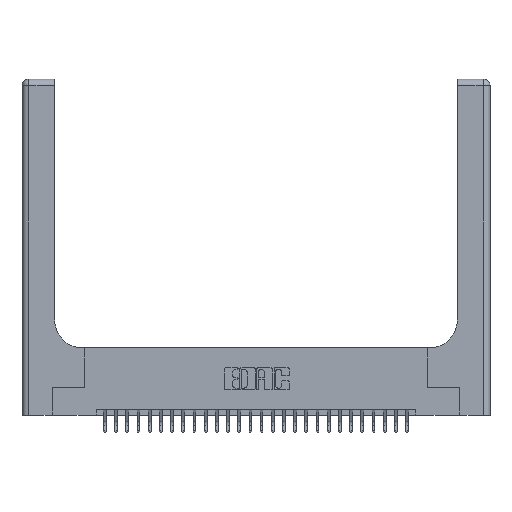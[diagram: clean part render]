
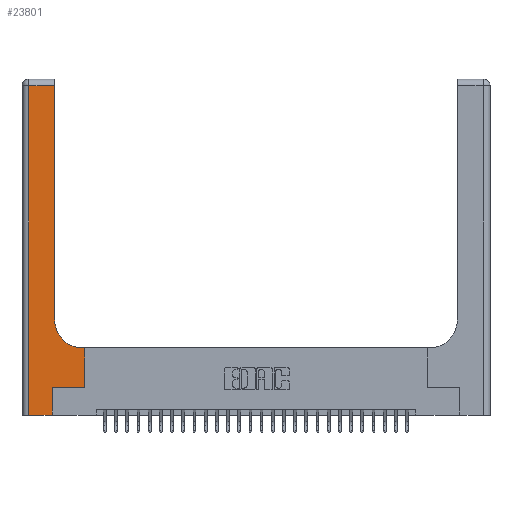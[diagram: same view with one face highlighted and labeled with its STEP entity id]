
A CAD part, top view. The second image highlights one B-rep face of the part: STEP entity #23801.
In plain terms, the highlighted planar face has unit normal (0, 0, 1).
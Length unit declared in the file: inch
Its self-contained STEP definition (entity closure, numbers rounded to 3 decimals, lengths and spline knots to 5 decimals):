
#912 = CARTESIAN_POINT ( 'NONE',  ( 0.269, 0.25, 0.37 ) ) ;
#961 = CARTESIAN_POINT ( 'NONE',  ( 0., 3., 0.37 ) ) ;
#966 = CARTESIAN_POINT ( 'NONE',  ( 0.06, 0., 0.37 ) ) ;
#1281 = CARTESIAN_POINT ( 'NONE',  ( 0.2915, 0.85, 0.37 ) ) ;
#1604 = ORIENTED_EDGE ( 'NONE', *, *, #29251, .T. ) ;
#1610 = CARTESIAN_POINT ( 'NONE',  ( 0.5415, 0.85, 0.37 ) ) ;
#3133 = CARTESIAN_POINT ( 'NONE',  ( 0.269, 0., 0.37 ) ) ;
#3211 = LINE ( 'NONE', #27286, #27207 ) ;
#3219 = CARTESIAN_POINT ( 'NONE',  ( 0.2915, 3., 0.37 ) ) ;
#3276 = PLANE ( 'NONE',  #19252 ) ;
#3916 = DIRECTION ( 'NONE',  ( 1., 0., 0. ) ) ;
#3970 = CARTESIAN_POINT ( 'NONE',  ( 0.2915, 2.94, 0.37 ) ) ;
#4130 = VERTEX_POINT ( 'NONE', #21607 ) ;
#4548 = VECTOR ( 'NONE', #21297, 39.37008 ) ;
#5441 = LINE ( 'NONE', #14208, #12156 ) ;
#5558 = DIRECTION ( 'NONE',  ( -1., 0., 0. ) ) ;
#6234 = FACE_OUTER_BOUND ( 'NONE', #25293, .T. ) ;
#6609 = ORIENTED_EDGE ( 'NONE', *, *, #9203, .T. ) ;
#6925 = VECTOR ( 'NONE', #8124, 39.37008 ) ;
#8124 = DIRECTION ( 'NONE',  ( 0., -1., 0. ) ) ;
#8857 = EDGE_CURVE ( 'NONE', #4130, #13446, #25202, .T. ) ;
#9203 = EDGE_CURVE ( 'NONE', #16434, #15270, #28710, .T. ) ;
#9776 = ORIENTED_EDGE ( 'NONE', *, *, #11335, .T. ) ;
#9853 = VECTOR ( 'NONE', #27458, 39.37008 ) ;
#9922 = CARTESIAN_POINT ( 'NONE',  ( 0.2915, 0.6, 0.37 ) ) ;
#10299 = VERTEX_POINT ( 'NONE', #966 ) ;
#10491 = ORIENTED_EDGE ( 'NONE', *, *, #8857, .T. ) ;
#11335 = EDGE_CURVE ( 'NONE', #14456, #12587, #3211, .T. ) ;
#11557 = EDGE_CURVE ( 'NONE', #13446, #16434, #27557, .T. ) ;
#12156 = VECTOR ( 'NONE', #23188, 39.37008 ) ;
#12432 = CARTESIAN_POINT ( 'NONE',  ( 0.5415, 0.6, 0.37 ) ) ;
#12587 = VERTEX_POINT ( 'NONE', #912 ) ;
#13446 = VERTEX_POINT ( 'NONE', #29226 ) ;
#13673 = ORIENTED_EDGE ( 'NONE', *, *, #19800, .T. ) ;
#13806 = DIRECTION ( 'NONE',  ( 0., 1., 0. ) ) ;
#13930 = DIRECTION ( 'NONE',  ( 0., 1., 0. ) ) ;
#13965 = CARTESIAN_POINT ( 'NONE',  ( 0., 2.94, 0.37 ) ) ;
#14208 = CARTESIAN_POINT ( 'NONE',  ( 0., 0., 0.37 ) ) ;
#14456 = VERTEX_POINT ( 'NONE', #3133 ) ;
#15258 = EDGE_CURVE ( 'NONE', #17435, #10299, #19639, .T. ) ;
#15270 = VERTEX_POINT ( 'NONE', #1281 ) ;
#15362 = VERTEX_POINT ( 'NONE', #3970 ) ;
#16296 = EDGE_CURVE ( 'NONE', #10299, #14456, #5441, .T. ) ;
#16434 = VERTEX_POINT ( 'NONE', #12432 ) ;
#16507 = EDGE_CURVE ( 'NONE', #12587, #4130, #29063, .T. ) ;
#16600 = LINE ( 'NONE', #13965, #9853 ) ;
#16858 = DIRECTION ( 'NONE',  ( -1., 0., 0. ) ) ;
#17435 = VERTEX_POINT ( 'NONE', #24981 ) ;
#17472 = DIRECTION ( 'NONE',  ( 0., 0., -1. ) ) ;
#17935 = ORIENTED_EDGE ( 'NONE', *, *, #11557, .T. ) ;
#19093 = DIRECTION ( 'NONE',  ( 0., 0., -1. ) ) ;
#19227 = VECTOR ( 'NONE', #13930, 39.37008 ) ;
#19252 = AXIS2_PLACEMENT_3D ( 'NONE', #961, #19093, #5558 ) ;
#19436 = DIRECTION ( 'NONE',  ( 1., 0., 0. ) ) ;
#19639 = LINE ( 'NONE', #23902, #6925 ) ;
#19676 = ORIENTED_EDGE ( 'NONE', *, *, #15258, .T. ) ;
#19800 = EDGE_CURVE ( 'NONE', #15362, #17435, #16600, .T. ) ;
#20393 = ORIENTED_EDGE ( 'NONE', *, *, #16296, .T. ) ;
#20722 = AXIS2_PLACEMENT_3D ( 'NONE', #1610, #17472, #3916 ) ;
#20868 = VECTOR ( 'NONE', #16858, 39.37008 ) ;
#21297 = DIRECTION ( 'NONE',  ( 0., 1., 0. ) ) ;
#21607 = CARTESIAN_POINT ( 'NONE',  ( 0.5585, 0.25, 0.37 ) ) ;
#21798 = ORIENTED_EDGE ( 'NONE', *, *, #16507, .T. ) ;
#21848 = LINE ( 'NONE', #3219, #4548 ) ;
#23083 = VECTOR ( 'NONE', #19436, 39.37008 ) ;
#23188 = DIRECTION ( 'NONE',  ( 1., 0., 0. ) ) ;
#23801 = ADVANCED_FACE ( 'NONE', ( #6234 ), #3276, .F. ) ;
#23902 = CARTESIAN_POINT ( 'NONE',  ( 0.06, 3., 0.37 ) ) ;
#24981 = CARTESIAN_POINT ( 'NONE',  ( 0.06, 2.94, 0.37 ) ) ;
#25202 = LINE ( 'NONE', #27516, #19227 ) ;
#25293 = EDGE_LOOP ( 'NONE', ( #1604, #13673, #19676, #20393, #9776, #21798, #10491, #17935, #6609 ) ) ;
#27207 = VECTOR ( 'NONE', #13806, 39.37008 ) ;
#27286 = CARTESIAN_POINT ( 'NONE',  ( 0.269, 0., 0.37 ) ) ;
#27458 = DIRECTION ( 'NONE',  ( -1., 0., 0. ) ) ;
#27516 = CARTESIAN_POINT ( 'NONE',  ( 0.5585, 0.25, 0.37 ) ) ;
#27557 = LINE ( 'NONE', #9922, #20868 ) ;
#28386 = CARTESIAN_POINT ( 'NONE',  ( 0.269, 0.25, 0.37 ) ) ;
#28710 = CIRCLE ( 'NONE', #20722, 0.25 ) ;
#29063 = LINE ( 'NONE', #28386, #23083 ) ;
#29226 = CARTESIAN_POINT ( 'NONE',  ( 0.5585, 0.6, 0.37 ) ) ;
#29251 = EDGE_CURVE ( 'NONE', #15270, #15362, #21848, .T. ) ;
